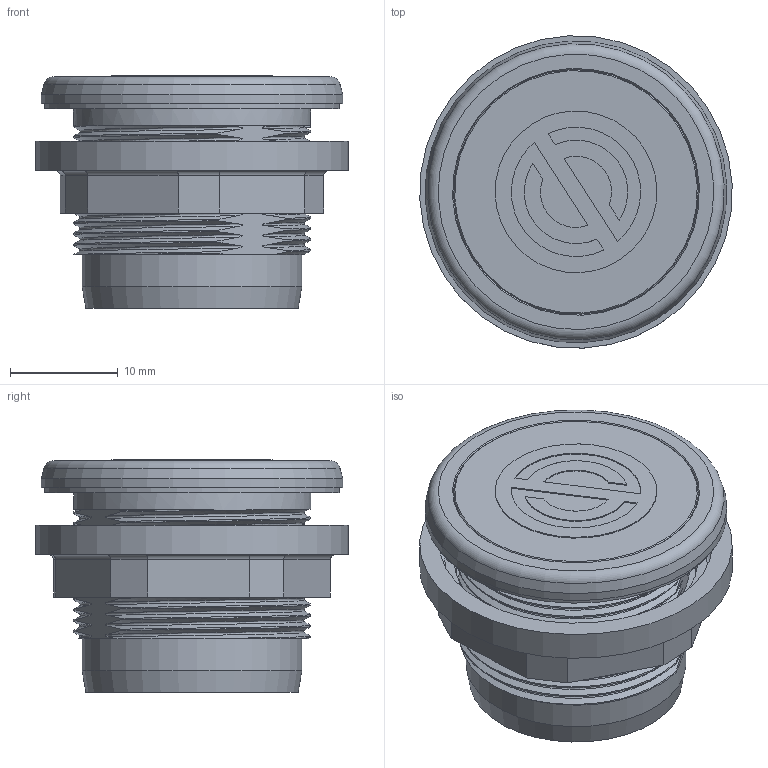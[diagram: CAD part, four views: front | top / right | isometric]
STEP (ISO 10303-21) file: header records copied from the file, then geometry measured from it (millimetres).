
FILE_DESCRIPTION(/* description */ (''),/* implementation_level */ '2;1');
FILE_NAME(/* name */ 'BVR22_ipt.stp',/* time_stamp */ '2018-03-14T13:53:26+01:00',/* author */ ('ahoffmann'),/* organization */ (''),/* preprocessor_version */ 'ST-DEVELOPER v16.1',/* originating_system */ 'Autodesk Inventor 2016',/* authorisation */ '');
FILE_SCHEMA (('AUTOMOTIVE_DESIGN { 1 0 10303 214 3 1 1 }'));
Length unit declared in the file: centimetre
Products named in the file (1): BVR22_vereinfacht
Bounding box: 28.97 x 28.97 x 21.6 mm (x, y, z)
Volume: 4227.5 mm3; surface area: 5366.2 mm2
Topology: 1 solids, 1 shells, 163 faces, 463 edges, 300 vertices
Faces by surface type: bspline 66, cylinder 47, plane 42, cone 4, torus 4
Full cylindrical faces by diameter (mm): 15 x1, 18 x1, 20.4 x1, 20.917 x1, 22 x1, 22.6 x1, 25.35 x1, 27.4 x1, 28 x1, 29 x1
Entity records: 10632 total; most frequent: CARTESIAN_POINT 7066, ORIENTED_EDGE 878, DIRECTION 462, EDGE_CURVE 439, VERTEX_POINT 297, B_SPLINE_CURVE_WITH_KNOTS 233, EDGE_LOOP 198, FACE_OUTER_BOUND 162
